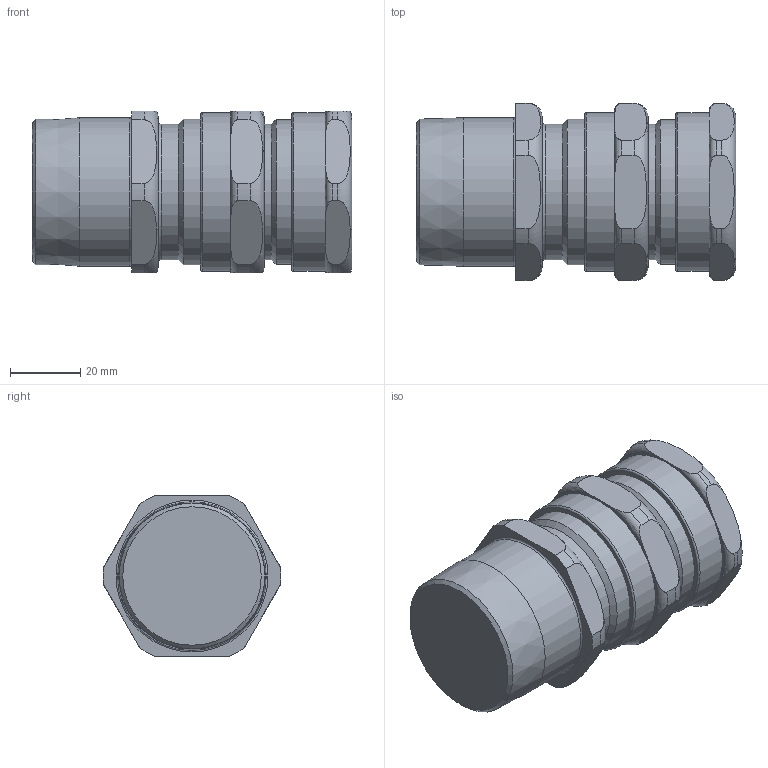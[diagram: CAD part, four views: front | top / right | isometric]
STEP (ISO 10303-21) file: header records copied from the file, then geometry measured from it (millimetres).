
FILE_DESCRIPTION(/* description */ (''),/* implementation_level */ '2;1');
FILE_NAME(/* name */ '501 423 C_1_1_4_NPT.stp',/* time_stamp */ '2021-04-11T16:41:12+05:00',/* author */ ('vinaykumark'),/* organization */ (''),/* preprocessor_version */ 'ST-DEVELOPER v18',/* originating_system */ 'Autodesk Inventor 2020',/* authorisation */ '');
FILE_SCHEMA (('AUTOMOTIVE_DESIGN { 1 0 10303 214 3 1 1 }'));
Length unit declared in the file: inch
Products named in the file (1): 501 423 C_1_1_4_NPT
Bounding box: 90.77 x 50.47 x 46 mm (x, y, z)
Volume: 177301.6 mm3; surface area: 37615 mm2
Topology: 8 solids, 8 shells, 223 faces, 648 edges, 446 vertices
Faces by surface type: plane 89, torus 61, cylinder 43, cone 30
Full cylindrical faces by diameter (mm): 26.5 x2, 34.95 x2, 35.4 x4, 38.1 x2, 38.4 x2, 41.16 x1, 41.275 x1, 42.16 x1, 45.15 x2
Entity records: 8861 total; most frequent: CARTESIAN_POINT 2628, ORIENTED_EDGE 1296, DIRECTION 1263, EDGE_CURVE 648, AXIS2_PLACEMENT_3D 532, VERTEX_POINT 446, CIRCLE 308, EDGE_LOOP 232
